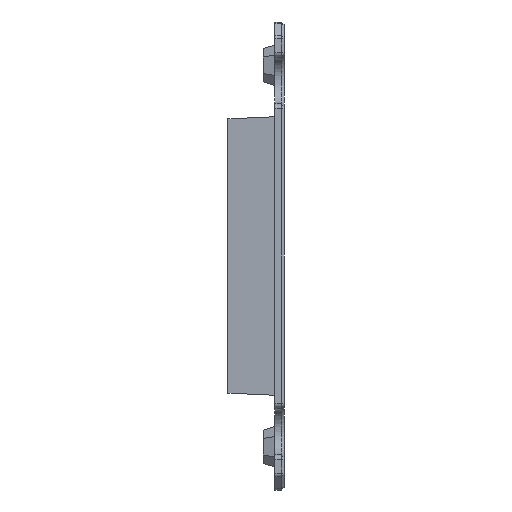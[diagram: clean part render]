
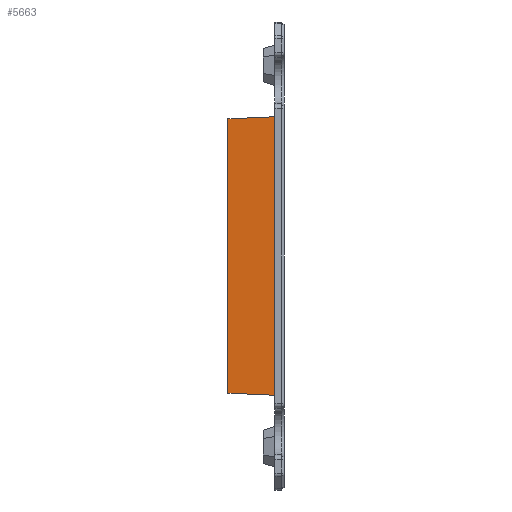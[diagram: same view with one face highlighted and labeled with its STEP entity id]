
A CAD part, left-side view. The second image highlights one B-rep face of the part: STEP entity #5663.
In plain terms, the highlighted planar face has unit normal (-0.999, 0.044, 0).
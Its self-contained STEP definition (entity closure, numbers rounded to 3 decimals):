
#206=PLANE('',#5910);
#488=FACE_OUTER_BOUND('',#823,.T.);
#823=EDGE_LOOP('',(#4465,#4466,#4467,#4468));
#1230=LINE('',#9485,#1835);
#1235=LINE('',#9496,#1840);
#1237=LINE('',#9499,#1842);
#1238=LINE('',#9500,#1843);
#1835=VECTOR('',#6445,10.);
#1840=VECTOR('',#6454,10.);
#1842=VECTOR('',#6458,10.);
#1843=VECTOR('',#6459,10.);
#2648=VERTEX_POINT('',#9478);
#2651=VERTEX_POINT('',#9483);
#2654=VERTEX_POINT('',#9493);
#2655=VERTEX_POINT('',#9495);
#3294=EDGE_CURVE('',#2651,#2648,#1230,.T.);
#3299=EDGE_CURVE('',#2655,#2654,#1235,.T.);
#3301=EDGE_CURVE('',#2654,#2648,#1237,.T.);
#3302=EDGE_CURVE('',#2655,#2651,#1238,.T.);
#4465=ORIENTED_EDGE('',*,*,#3301,.T.);
#4466=ORIENTED_EDGE('',*,*,#3294,.F.);
#4467=ORIENTED_EDGE('',*,*,#3302,.F.);
#4468=ORIENTED_EDGE('',*,*,#3299,.T.);
#5663=ADVANCED_FACE('',(#488),#206,.T.);
#5910=AXIS2_PLACEMENT_3D('',#9498,#6456,#6457);
#6445=DIRECTION('',(0.044,0.998,0.044));
#6454=DIRECTION('',(0.044,0.998,-0.044));
#6456=DIRECTION('center_axis',(-0.999,0.044,0.));
#6457=DIRECTION('ref_axis',(0.,0.,1.));
#6458=DIRECTION('',(0.,0.,-1.));
#6459=DIRECTION('',(0.,0.,-1.));
#9478=CARTESIAN_POINT('',(-75.04,11.981,-29.313));
#9483=CARTESIAN_POINT('',(-75.477,1.981,-29.75));
#9485=CARTESIAN_POINT('',(-75.42,3.275,-29.694));
#9493=CARTESIAN_POINT('',(-75.04,11.981,29.313));
#9495=CARTESIAN_POINT('',(-75.477,1.981,29.75));
#9496=CARTESIAN_POINT('',(-75.41,3.514,29.683));
#9498=CARTESIAN_POINT('Origin',(-75.477,1.981,29.75));
#9499=CARTESIAN_POINT('',(-75.04,11.981,-29.75));
#9500=CARTESIAN_POINT('',(-75.477,1.981,14.875));
